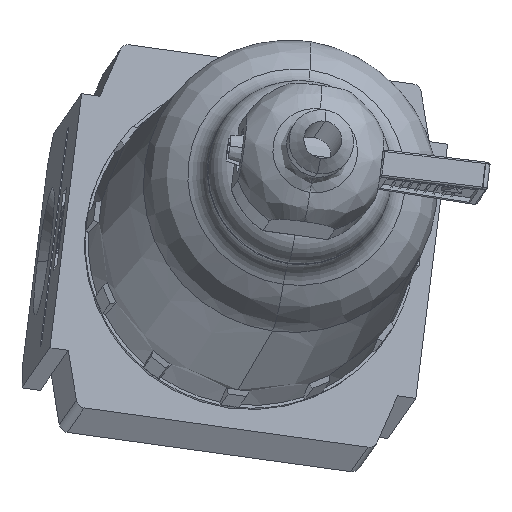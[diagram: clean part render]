
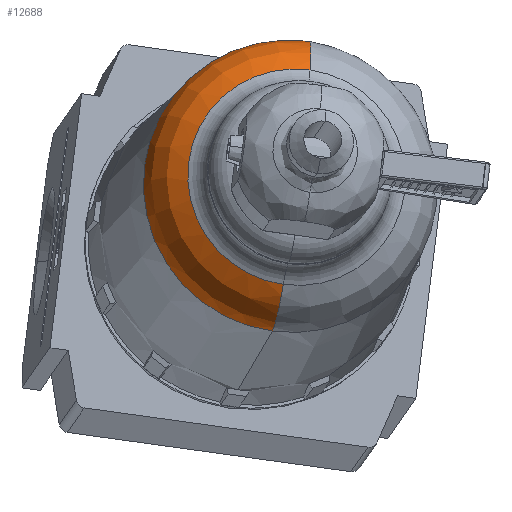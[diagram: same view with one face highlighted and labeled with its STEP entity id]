
A CAD part, front view. The second image highlights one B-rep face of the part: STEP entity #12688.
In plain terms, the highlighted toroidal (fillet/blend) face has major radius 7.956 mm and minor radius 8 mm.
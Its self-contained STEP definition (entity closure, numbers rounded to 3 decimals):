
#796 = CIRCLE ( 'NONE', #8486, 11.814 ) ;
#891 = CIRCLE ( 'NONE', #16593, 8. ) ;
#1017 = EDGE_CURVE ( 'NONE', #7137, #12768, #8651, .T. ) ;
#1393 = EDGE_LOOP ( 'NONE', ( #5468, #17037, #9273, #9927 ) ) ;
#2069 = FACE_OUTER_BOUND ( 'NONE', #1393, .T. ) ;
#2281 = CARTESIAN_POINT ( 'NONE',  ( 0.002, 15.95, -69.799 ) ) ;
#2588 = AXIS2_PLACEMENT_3D ( 'NONE', #3034, #14098, #4684 ) ;
#3034 = CARTESIAN_POINT ( 'NONE',  ( 0.002, 0., -69.799 ) ) ;
#3795 = DIRECTION ( 'NONE',  ( 0., 0., -1. ) ) ;
#4684 = DIRECTION ( 'NONE',  ( 0., -1., 0. ) ) ;
#4742 = CARTESIAN_POINT ( 'NONE',  ( 0.002, -11.814, -76.508 ) ) ;
#5468 = ORIENTED_EDGE ( 'NONE', *, *, #11093, .F. ) ;
#6663 = VERTEX_POINT ( 'NONE', #10305 ) ;
#7137 = VERTEX_POINT ( 'NONE', #2281 ) ;
#7278 = DIRECTION ( 'NONE',  ( 0., 0., 1. ) ) ;
#7673 = VERTEX_POINT ( 'NONE', #4742 ) ;
#8188 = AXIS2_PLACEMENT_3D ( 'NONE', #17831, #3795, #14799 ) ;
#8486 = AXIS2_PLACEMENT_3D ( 'NONE', #16636, #7278, #18190 ) ;
#8651 = CIRCLE ( 'NONE', #2588, 15.95 ) ;
#8726 = CARTESIAN_POINT ( 'NONE',  ( 0.002, -15.95, -69.799 ) ) ;
#9099 = TOROIDAL_SURFACE ( 'NONE', #8188, 7.956, 8. ) ;
#9273 = ORIENTED_EDGE ( 'NONE', *, *, #18404, .T. ) ;
#9313 = CARTESIAN_POINT ( 'NONE',  ( 0.002, 7.956, -69.5 ) ) ;
#9399 = DIRECTION ( 'NONE',  ( 1., 0., 0. ) ) ;
#9695 = CIRCLE ( 'NONE', #15266, 8. ) ;
#9927 = ORIENTED_EDGE ( 'NONE', *, *, #12803, .T. ) ;
#10305 = CARTESIAN_POINT ( 'NONE',  ( 0.002, 11.814, -76.508 ) ) ;
#10867 = DIRECTION ( 'NONE',  ( 0., 0., 1. ) ) ;
#11093 = EDGE_CURVE ( 'NONE', #12768, #7673, #891, .T. ) ;
#12688 = ADVANCED_FACE ( 'NONE', ( #2069 ), #9099, .T. ) ;
#12768 = VERTEX_POINT ( 'NONE', #8726 ) ;
#12803 = EDGE_CURVE ( 'NONE', #6663, #7673, #796, .T. ) ;
#14098 = DIRECTION ( 'NONE',  ( 0., 0., 1. ) ) ;
#14799 = DIRECTION ( 'NONE',  ( 0., 1., 0. ) ) ;
#15266 = AXIS2_PLACEMENT_3D ( 'NONE', #9313, #20162, #10867 ) ;
#16593 = AXIS2_PLACEMENT_3D ( 'NONE', #18700, #9399, #20258 ) ;
#16636 = CARTESIAN_POINT ( 'NONE',  ( 0.002, 0., -76.508 ) ) ;
#17037 = ORIENTED_EDGE ( 'NONE', *, *, #1017, .F. ) ;
#17831 = CARTESIAN_POINT ( 'NONE',  ( 0.002, 0., -69.5 ) ) ;
#18190 = DIRECTION ( 'NONE',  ( 0., -1., 0. ) ) ;
#18404 = EDGE_CURVE ( 'NONE', #7137, #6663, #9695, .T. ) ;
#18700 = CARTESIAN_POINT ( 'NONE',  ( 0.002, -7.956, -69.5 ) ) ;
#20162 = DIRECTION ( 'NONE',  ( -1., 0., 0. ) ) ;
#20258 = DIRECTION ( 'NONE',  ( 0., 1., 0. ) ) ;
